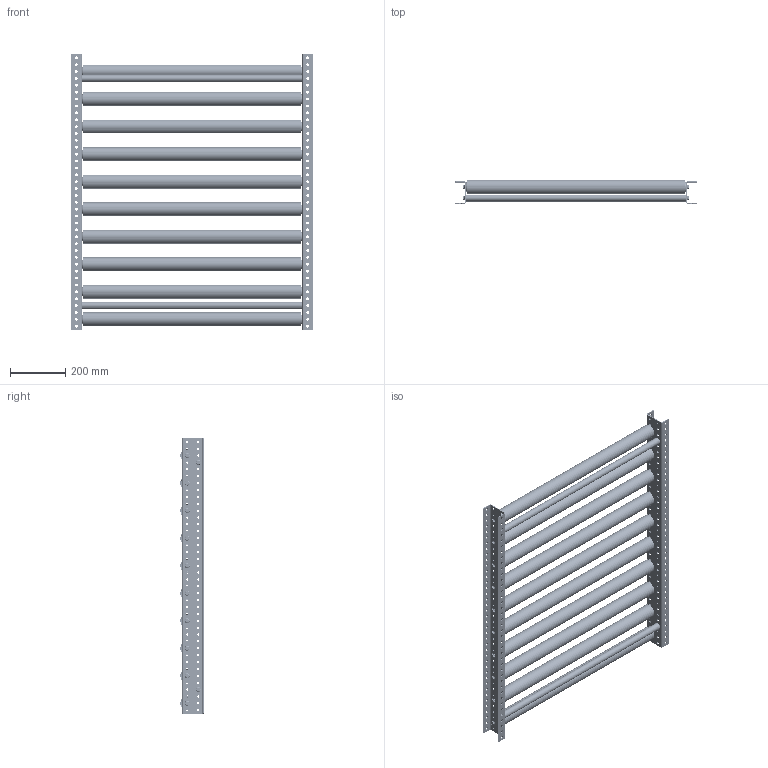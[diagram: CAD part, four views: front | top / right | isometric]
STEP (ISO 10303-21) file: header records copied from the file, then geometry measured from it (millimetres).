
FILE_DESCRIPTION (( 'STEP AP214' ), '1' );
FILE_NAME ('0014682.step', '2022-05-02T12:52:45', ( '' ), ( '' ), 'SwSTEP 2.0', 'SolidWorks 2020', '' );
FILE_SCHEMA (( 'AUTOMOTIVE_DESIGN' ));
Length unit declared in the file: millimetre
Products named in the file (9): S100994_Sperrzahnschraube_M08x16-8.8-A2K; 0014682; Profil_SRB-40x80x40x3_KFG_S100209_U-PROFIL-40-80-40-3-SRB-L=1000; 0026293_Typ-TRG-50x1,5-12; TRG-50x1,5-STI-A12-IGM8-EL=KFG_S100917_TRG-50x1,5-STI-A12-IGM8-EL=800; 0039780-Achse-ST-Ø12-KFG_IGM8-AL=800-TRG; 0039771_Tragrollenrohr-Ø50x1,5STI_KFG_EL800; Traversen_KFG_L800; 0024178_Passscheibe_DIN988_12x18x1
Assembly tree (44 placements, depth 3):
  0014682
    Profil_SRB-40x80x40x3_KFG_S100209_U-PROFIL-40-80-40-3-SRB-L=1000  x2
    Traversen_KFG_L800  x2
    S100994_Sperrzahnschraube_M08x16-8.8-A2K  x24
    TRG-50x1,5-STI-A12-IGM8-EL=KFG_S100917_TRG-50x1,5-STI-A12-IGM8-EL=800  x10
      0039780-Achse-ST-Ø12-KFG_IGM8-AL=800-TRG
      0026293_Typ-TRG-50x1,5-12
      0039771_Tragrollenrohr-Ø50x1,5STI_KFG_EL800
      0024178_Passscheibe_DIN988_12x18x1
Bounding box: 880 x 84.92 x 1000 mm (x, y, z)
Volume: 4043338.8 mm3; surface area: 3919694 mm2
Topology: 352 solids, 352 shells, 7040 faces, 18280 edges, 11660 vertices
Faces by surface type: cylinder 1856, plane 1560, torus 1256, cone 1248, sphere 1120
Entity records: 27338 total; most frequent: CARTESIAN_POINT 5096, DIRECTION 4308, ORIENTED_EDGE 3672, AXIS2_PLACEMENT_3D 1904, EDGE_CURVE 1836, VERTEX_POINT 1196, CIRCLE 1160, EDGE_LOOP 1048
